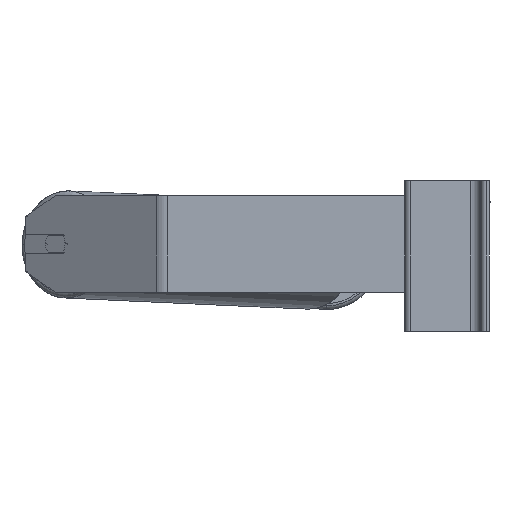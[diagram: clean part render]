
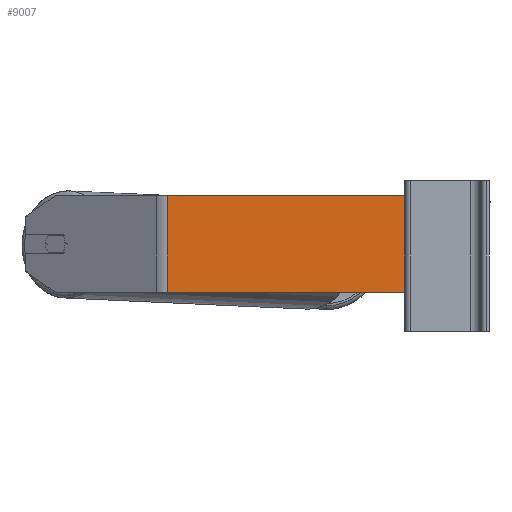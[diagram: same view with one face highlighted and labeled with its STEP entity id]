
A CAD part, left-side view. The second image highlights one B-rep face of the part: STEP entity #9007.
In plain terms, the highlighted planar face has unit normal (-1, 0, 0).
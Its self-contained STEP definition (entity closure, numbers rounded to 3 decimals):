
#264 = LINE ( 'NONE', #5452, #9716 ) ;
#1240 = CARTESIAN_POINT ( 'NONE',  ( -588., 215.093, -30. ) ) ;
#1560 = LINE ( 'NONE', #3992, #9415 ) ;
#2099 = ORIENTED_EDGE ( 'NONE', *, *, #3465, .F. ) ;
#2801 = DIRECTION ( 'NONE',  ( 0., 0., -1. ) ) ;
#2881 = DIRECTION ( 'NONE',  ( 0., -1., 0. ) ) ;
#3399 = FACE_OUTER_BOUND ( 'NONE', #4492, .T. ) ;
#3465 = EDGE_CURVE ( 'NONE', #9082, #5339, #1560, .T. ) ;
#3938 = DIRECTION ( 'NONE',  ( 0., -1., 0. ) ) ;
#3986 = LINE ( 'NONE', #5658, #6030 ) ;
#3992 = CARTESIAN_POINT ( 'NONE',  ( -588., 18., 50. ) ) ;
#4055 = EDGE_CURVE ( 'NONE', #10364, #5339, #10425, .T. ) ;
#4486 = VECTOR ( 'NONE', #2881, 1000. ) ;
#4492 = EDGE_LOOP ( 'NONE', ( #9396, #2099, #9406, #8047 ) ) ;
#5103 = DIRECTION ( 'NONE',  ( 0., 1., 0. ) ) ;
#5339 = VERTEX_POINT ( 'NONE', #9063 ) ;
#5447 = CARTESIAN_POINT ( 'NONE',  ( -588., 215.093, 50. ) ) ;
#5452 = CARTESIAN_POINT ( 'NONE',  ( -588., 215.093, 50. ) ) ;
#5534 = CARTESIAN_POINT ( 'NONE',  ( -588., 220.138, -30. ) ) ;
#5658 = CARTESIAN_POINT ( 'NONE',  ( -588., 220.138, 50. ) ) ;
#5905 = VERTEX_POINT ( 'NONE', #5447 ) ;
#6030 = VECTOR ( 'NONE', #3938, 1000. ) ;
#6716 = PLANE ( 'NONE',  #7788 ) ;
#6720 = CARTESIAN_POINT ( 'NONE',  ( -588., 18., 50. ) ) ;
#6772 = DIRECTION ( 'NONE',  ( 1., 0., 0. ) ) ;
#7788 = AXIS2_PLACEMENT_3D ( 'NONE', #10066, #6772, #5103 ) ;
#8047 = ORIENTED_EDGE ( 'NONE', *, *, #8787, .T. ) ;
#8787 = EDGE_CURVE ( 'NONE', #5905, #10364, #264, .T. ) ;
#9007 = ADVANCED_FACE ( 'NONE', ( #3399 ), #6716, .F. ) ;
#9063 = CARTESIAN_POINT ( 'NONE',  ( -588., 18., -30. ) ) ;
#9081 = DIRECTION ( 'NONE',  ( 0., 0., -1. ) ) ;
#9082 = VERTEX_POINT ( 'NONE', #6720 ) ;
#9396 = ORIENTED_EDGE ( 'NONE', *, *, #4055, .T. ) ;
#9406 = ORIENTED_EDGE ( 'NONE', *, *, #10531, .F. ) ;
#9415 = VECTOR ( 'NONE', #9081, 1000. ) ;
#9716 = VECTOR ( 'NONE', #2801, 1000. ) ;
#10066 = CARTESIAN_POINT ( 'NONE',  ( -588., 220.138, 50. ) ) ;
#10364 = VERTEX_POINT ( 'NONE', #1240 ) ;
#10425 = LINE ( 'NONE', #5534, #4486 ) ;
#10531 = EDGE_CURVE ( 'NONE', #5905, #9082, #3986, .T. ) ;
